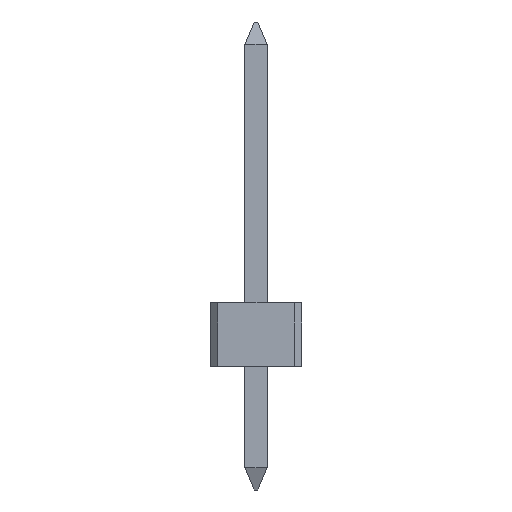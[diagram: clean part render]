
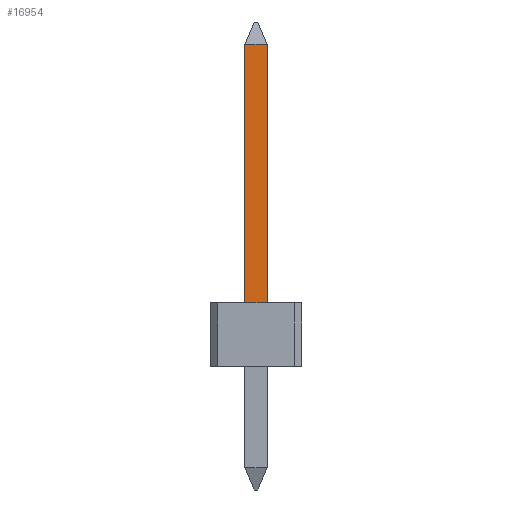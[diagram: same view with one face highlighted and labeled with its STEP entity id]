
A CAD part, left-side view. The second image highlights one B-rep face of the part: STEP entity #16954.
In plain terms, the highlighted planar face has unit normal (-1, 0, 0).
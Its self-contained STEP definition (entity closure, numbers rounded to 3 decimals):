
#16915=CARTESIAN_POINT('',(-0.3,-0.3,-7.3));
#16916=DIRECTION('',(-1.0,0.0,0.0));
#16917=DIRECTION('',(0.0,0.0,1.0));
#16918=AXIS2_PLACEMENT_3D('',#16915,#16916,#16917);
#16919=PLANE('',#16918);
#16920=CARTESIAN_POINT('',(-0.3,0.3,8.6));
#16921=VERTEX_POINT('',#16920);
#16922=CARTESIAN_POINT('',(-0.3,-0.3,8.6));
#16923=VERTEX_POINT('',#16922);
#16924=CARTESIAN_POINT('',(-0.3,0.3,8.6));
#16925=DIRECTION('',(0.0,-1.0,0.0));
#16926=VECTOR('',#16925,0.6);
#16927=LINE('',#16924,#16926);
#16928=EDGE_CURVE('',#16921,#16923,#16927,.T.);
#16929=ORIENTED_EDGE('',*,*,#16928,.F.);
#16930=CARTESIAN_POINT('',(-0.3,0.3,1.7));
#16931=VERTEX_POINT('',#16930);
#16932=CARTESIAN_POINT('',(-0.3,0.3,1.7));
#16933=DIRECTION('',(0.0,0.0,1.0));
#16934=VECTOR('',#16933,6.9);
#16935=LINE('',#16932,#16934);
#16936=EDGE_CURVE('',#16931,#16921,#16935,.T.);
#16937=ORIENTED_EDGE('',*,*,#16936,.F.);
#16938=CARTESIAN_POINT('',(-0.3,-0.3,1.7));
#16939=VERTEX_POINT('',#16938);
#16940=CARTESIAN_POINT('',(-0.3,-0.3,1.7));
#16941=DIRECTION('',(0.0,1.0,0.0));
#16942=VECTOR('',#16941,0.6);
#16943=LINE('',#16940,#16942);
#16944=EDGE_CURVE('',#16939,#16931,#16943,.T.);
#16945=ORIENTED_EDGE('',*,*,#16944,.F.);
#16946=CARTESIAN_POINT('',(-0.3,-0.3,1.7));
#16947=DIRECTION('',(0.0,0.0,1.0));
#16948=VECTOR('',#16947,6.9);
#16949=LINE('',#16946,#16948);
#16950=EDGE_CURVE('',#16939,#16923,#16949,.T.);
#16951=ORIENTED_EDGE('',*,*,#16950,.T.);
#16952=EDGE_LOOP('',(#16929,#16937,#16945,#16951));
#16953=FACE_OUTER_BOUND('',#16952,.T.);
#16954=ADVANCED_FACE('',(#16953),#16919,.T.);
